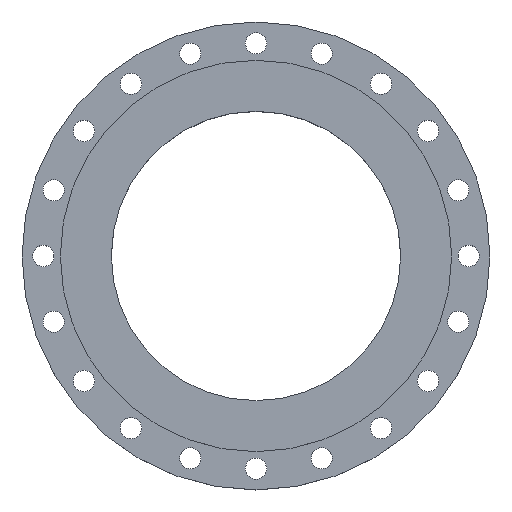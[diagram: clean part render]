
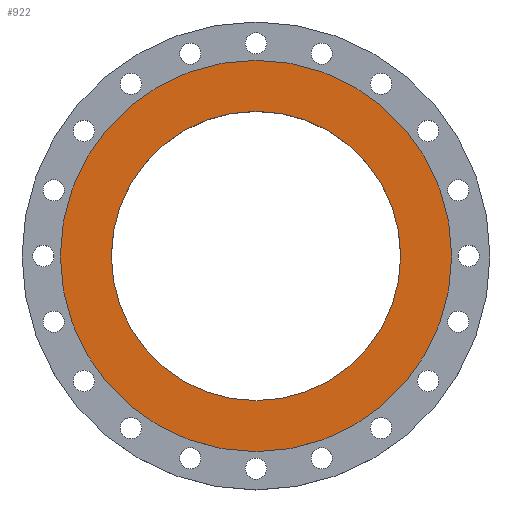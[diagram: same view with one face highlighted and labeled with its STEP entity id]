
A CAD part, top view. The second image highlights one B-rep face of the part: STEP entity #922.
In plain terms, the highlighted planar face has unit normal (0, 0, 1).
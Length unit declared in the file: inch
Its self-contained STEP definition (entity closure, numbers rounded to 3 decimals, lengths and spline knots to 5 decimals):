
#88 = FACE_OUTER_BOUND ( 'NONE', #418, .T. ) ;
#108 = AXIS2_PLACEMENT_3D ( 'NONE', #2083, #1759, #1273 ) ;
#142 = DIRECTION ( 'NONE',  ( 0., 0., 1. ) ) ;
#143 = CARTESIAN_POINT ( 'NONE',  ( -8.5, 0., 0. ) ) ;
#209 = CIRCLE ( 'NONE', #1902, 8.5 ) ;
#362 = EDGE_CURVE ( 'NONE', #1550, #2015, #1372, .T. ) ;
#418 = EDGE_LOOP ( 'NONE', ( #1066, #2004 ) ) ;
#568 = DIRECTION ( 'NONE',  ( 0., 0., -1. ) ) ;
#585 = CIRCLE ( 'NONE', #108, 8.5 ) ;
#662 = CARTESIAN_POINT ( 'NONE',  ( 0., 0., 0. ) ) ;
#737 = FACE_BOUND ( 'NONE', #1449, .T. ) ;
#797 = DIRECTION ( 'NONE',  ( 1., 0., 0. ) ) ;
#829 = ORIENTED_EDGE ( 'NONE', *, *, #1545, .F. ) ;
#915 = DIRECTION ( 'NONE',  ( 1., 0., 0. ) ) ;
#922 = ADVANCED_FACE ( 'NONE', ( #737, #88 ), #1405, .F. ) ;
#949 = AXIS2_PLACEMENT_3D ( 'NONE', #1587, #142, #797 ) ;
#964 = AXIS2_PLACEMENT_3D ( 'NONE', #662, #1448, #1588 ) ;
#985 = ORIENTED_EDGE ( 'NONE', *, *, #1310, .F. ) ;
#1066 = ORIENTED_EDGE ( 'NONE', *, *, #362, .T. ) ;
#1069 = DIRECTION ( 'NONE',  ( -1., 0., 0. ) ) ;
#1072 = CARTESIAN_POINT ( 'NONE',  ( 0., 0., 0. ) ) ;
#1128 = AXIS2_PLACEMENT_3D ( 'NONE', #1209, #568, #1069 ) ;
#1155 = CARTESIAN_POINT ( 'NONE',  ( 8.5, 0., 0. ) ) ;
#1209 = CARTESIAN_POINT ( 'NONE',  ( 0., 8.5, 0. ) ) ;
#1222 = CARTESIAN_POINT ( 'NONE',  ( 11.5, 0., 0. ) ) ;
#1273 = DIRECTION ( 'NONE',  ( 1., 0., 0. ) ) ;
#1310 = EDGE_CURVE ( 'NONE', #1823, #1846, #585, .T. ) ;
#1372 = CIRCLE ( 'NONE', #949, 11.5 ) ;
#1405 = PLANE ( 'NONE',  #1128 ) ;
#1448 = DIRECTION ( 'NONE',  ( 0., 0., 1. ) ) ;
#1449 = EDGE_LOOP ( 'NONE', ( #829, #985 ) ) ;
#1522 = DIRECTION ( 'NONE',  ( 0., 0., 1. ) ) ;
#1545 = EDGE_CURVE ( 'NONE', #1846, #1823, #209, .T. ) ;
#1550 = VERTEX_POINT ( 'NONE', #1222 ) ;
#1587 = CARTESIAN_POINT ( 'NONE',  ( 0., 0., 0. ) ) ;
#1588 = DIRECTION ( 'NONE',  ( 1., 0., 0. ) ) ;
#1759 = DIRECTION ( 'NONE',  ( 0., 0., 1. ) ) ;
#1823 = VERTEX_POINT ( 'NONE', #143 ) ;
#1846 = VERTEX_POINT ( 'NONE', #1155 ) ;
#1886 = EDGE_CURVE ( 'NONE', #2015, #1550, #1996, .T. ) ;
#1902 = AXIS2_PLACEMENT_3D ( 'NONE', #1072, #1522, #915 ) ;
#1962 = CARTESIAN_POINT ( 'NONE',  ( -11.5, 0., 0. ) ) ;
#1996 = CIRCLE ( 'NONE', #964, 11.5 ) ;
#2004 = ORIENTED_EDGE ( 'NONE', *, *, #1886, .T. ) ;
#2015 = VERTEX_POINT ( 'NONE', #1962 ) ;
#2083 = CARTESIAN_POINT ( 'NONE',  ( 0., 0., 0. ) ) ;
